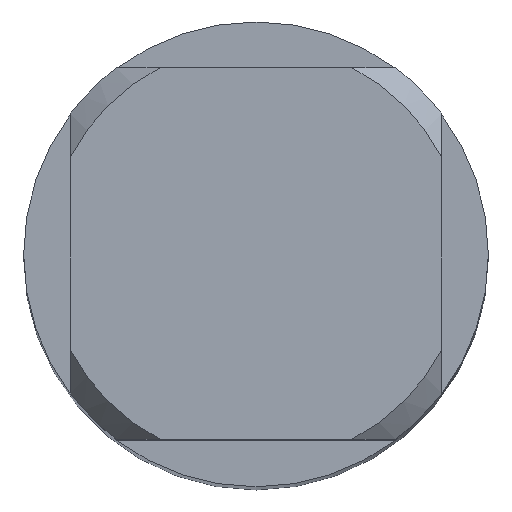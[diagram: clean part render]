
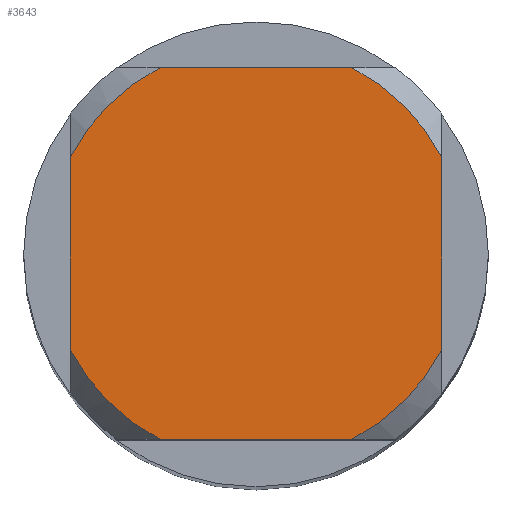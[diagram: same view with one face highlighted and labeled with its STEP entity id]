
A CAD part, top view. The second image highlights one B-rep face of the part: STEP entity #3643.
In plain terms, the highlighted planar face has unit normal (0, 0, 1).
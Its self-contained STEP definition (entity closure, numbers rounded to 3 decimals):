
#1491=VERTEX_POINT('',#4256);
#1577=EDGE_CURVE('',#2025,#1491,#4349,.T.);
#1705=EDGE_CURVE('',#3231,#4011,#4488,.T.);
#1759=EDGE_CURVE('',#2169,#1491,#4545,.T.);
#1839=VERTEX_POINT('',#4629);
#1919=EDGE_CURVE('',#2025,#2797,#4717,.T.);
#1957=EDGE_CURVE('',#3231,#3407,#4759,.T.);
#2025=VERTEX_POINT('',#4832);
#2169=VERTEX_POINT('',#4990);
#2797=VERTEX_POINT('',#5672);
#3231=VERTEX_POINT('',#6145);
#3407=VERTEX_POINT('',#6340);
#3521=EDGE_CURVE('',#2169,#3407,#6467,.T.);
#3643=ADVANCED_FACE('',(#6596),#6597,.T.);
#3859=EDGE_CURVE('',#1839,#4011,#6833,.T.);
#4011=VERTEX_POINT('',#7003);
#4117=EDGE_CURVE('',#1839,#2797,#7117,.T.);
#4256=CARTESIAN_POINT('',(-4.0,-2.062,0.0));
#4349=CIRCLE('',#7646,4.5);
#4488=CIRCLE('',#7987,4.5);
#4545=LINE('',#8148,#8149);
#4629=CARTESIAN_POINT('',(4.0,-2.062,0.0));
#4717=LINE('',#8538,#8539);
#4759=LINE('',#8643,#8644);
#4832=CARTESIAN_POINT('',(-2.062,-4.0,0.0));
#4990=CARTESIAN_POINT('',(-4.0,2.062,0.0));
#5672=CARTESIAN_POINT('',(2.062,-4.0,0.0));
#6145=CARTESIAN_POINT('',(2.062,4.0,0.0));
#6340=CARTESIAN_POINT('',(-2.062,4.0,0.0));
#6467=CIRCLE('',#13884,4.5);
#6596=FACE_OUTER_BOUND('',#14209,.T.);
#6597=PLANE('',#14210);
#6833=LINE('',#15347,#15348);
#7003=CARTESIAN_POINT('',(4.0,2.062,0.0));
#7117=CIRCLE('',#15920,4.5);
#7646=AXIS2_PLACEMENT_3D('',#16186,#16187,#16188);
#7987=AXIS2_PLACEMENT_3D('',#16328,#16329,#16330);
#8148=CARTESIAN_POINT('',(-4.0,1.125,0.0));
#8149=VECTOR('',#16367,1.0);
#8538=CARTESIAN_POINT('',(0.0,-4.0,0.0));
#8539=VECTOR('',#16517,1.0);
#8643=CARTESIAN_POINT('',(0.0,4.0,0.0));
#8644=VECTOR('',#16565,1.0);
#13884=AXIS2_PLACEMENT_3D('',#18495,#18496,#18497);
#14209=EDGE_LOOP('',(#18616,#18617,#18618,#18619,#18620,#18621,#18622,#18623));
#14210=AXIS2_PLACEMENT_3D('',#18624,#18625,#18626);
#15347=CARTESIAN_POINT('',(4.0,1.125,0.0));
#15348=VECTOR('',#18868,1.0);
#15920=AXIS2_PLACEMENT_3D('',#19215,#19216,#19217);
#16186=CARTESIAN_POINT('',(0.0,0.0,0.0));
#16187=DIRECTION('',(0.0,0.0,-1.0));
#16188=DIRECTION('',(0.0,1.0,0.0));
#16328=CARTESIAN_POINT('',(0.0,0.0,0.0));
#16329=DIRECTION('',(0.0,0.0,-1.0));
#16330=DIRECTION('',(0.0,1.0,0.0));
#16367=DIRECTION('',(-0.0,-1.0,0.0));
#16517=DIRECTION('',(1.0,0.0,0.0));
#16565=DIRECTION('',(-1.0,0.0,0.0));
#18495=CARTESIAN_POINT('',(0.0,0.0,0.0));
#18496=DIRECTION('',(0.0,0.0,-1.0));
#18497=DIRECTION('',(0.0,1.0,0.0));
#18616=ORIENTED_EDGE('',*,*,#1759,.T.);
#18617=ORIENTED_EDGE('',*,*,#1577,.F.);
#18618=ORIENTED_EDGE('',*,*,#1919,.T.);
#18619=ORIENTED_EDGE('',*,*,#4117,.F.);
#18620=ORIENTED_EDGE('',*,*,#3859,.T.);
#18621=ORIENTED_EDGE('',*,*,#1705,.F.);
#18622=ORIENTED_EDGE('',*,*,#1957,.T.);
#18623=ORIENTED_EDGE('',*,*,#3521,.F.);
#18624=CARTESIAN_POINT('',(0.0,2.25,0.0));
#18625=DIRECTION('',(-0.0,0.0,1.0));
#18626=DIRECTION('',(0.0,-1.0,0.0));
#18868=DIRECTION('',(-0.0,1.0,0.0));
#19215=CARTESIAN_POINT('',(0.0,0.0,0.0));
#19216=DIRECTION('',(0.0,0.0,-1.0));
#19217=DIRECTION('',(0.0,1.0,0.0));
